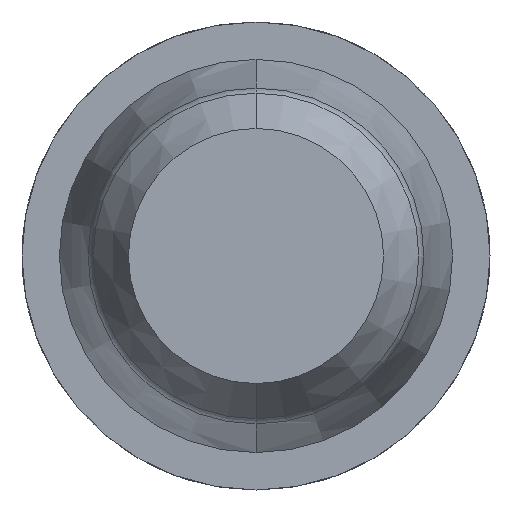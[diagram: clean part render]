
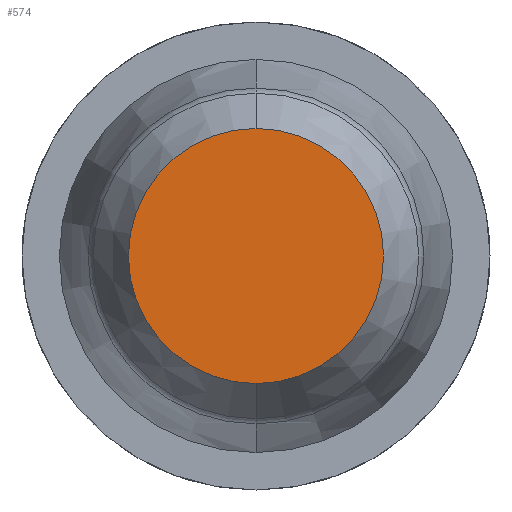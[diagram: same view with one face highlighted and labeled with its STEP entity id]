
A CAD part, front view. The second image highlights one B-rep face of the part: STEP entity #574.
In plain terms, the highlighted planar face has unit normal (0, -1, 0).
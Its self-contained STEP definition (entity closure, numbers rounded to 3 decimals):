
#50 = AXIS2_PLACEMENT_3D ( 'NONE', #2826, #935, #4115 ) ;
#254 = AXIS2_PLACEMENT_3D ( 'NONE', #1234, #3477, #2844 ) ;
#526 = EDGE_CURVE ( 'Defeature ausgef�hrt2_1+Defeature ausgef�hrt2_0+Defeature ausgef�hrt2_0+Defeature ausgef�hrt2_0', #2299, #1087, #3851, .T. ) ;
#574 = ADVANCED_FACE ( 'Defeature ausgef�hrt2_0', ( #2773 ), #921, .F. ) ;
#726 = ORIENTED_EDGE ( 'NONE', *, *, #526, .F. ) ;
#729 = CIRCLE ( 'NONE', #2939, 0.627 ) ;
#767 = CARTESIAN_POINT ( 'NONE',  ( 0., -30.5, 0. ) ) ;
#921 = PLANE ( 'NONE',  #254 ) ;
#935 = DIRECTION ( 'NONE',  ( 0., 1., 0. ) ) ;
#1061 = DIRECTION ( 'NONE',  ( 0., 0., 1. ) ) ;
#1087 = VERTEX_POINT ( 'NONE', #3440 ) ;
#1234 = CARTESIAN_POINT ( 'NONE',  ( 0., -30.5, 0. ) ) ;
#1442 = ORIENTED_EDGE ( 'NONE', *, *, #2534, .F. ) ;
#1702 = CARTESIAN_POINT ( 'NONE',  ( 0., -30.5, -0.627 ) ) ;
#2299 = VERTEX_POINT ( 'NONE', #1702 ) ;
#2534 = EDGE_CURVE ( 'Defeature ausgef�hrt2_1+Defeature ausgef�hrt2_0+Defeature ausgef�hrt2_0+Defeature ausgef�hrt2_0', #1087, #2299, #729, .T. ) ;
#2773 = FACE_OUTER_BOUND ( 'NONE', #3794, .T. ) ;
#2826 = CARTESIAN_POINT ( 'NONE',  ( 0., -30.5, 0. ) ) ;
#2844 = DIRECTION ( 'NONE',  ( 0., 0., 1. ) ) ;
#2939 = AXIS2_PLACEMENT_3D ( 'NONE', #767, #3305, #1061 ) ;
#3305 = DIRECTION ( 'NONE',  ( 0., 1., 0. ) ) ;
#3440 = CARTESIAN_POINT ( 'NONE',  ( 0., -30.5, 0.627 ) ) ;
#3477 = DIRECTION ( 'NONE',  ( 0., 1., 0. ) ) ;
#3794 = EDGE_LOOP ( 'NONE', ( #1442, #726 ) ) ;
#3851 = CIRCLE ( 'NONE', #50, 0.627 ) ;
#4115 = DIRECTION ( 'NONE',  ( 0., 0., 1. ) ) ;
